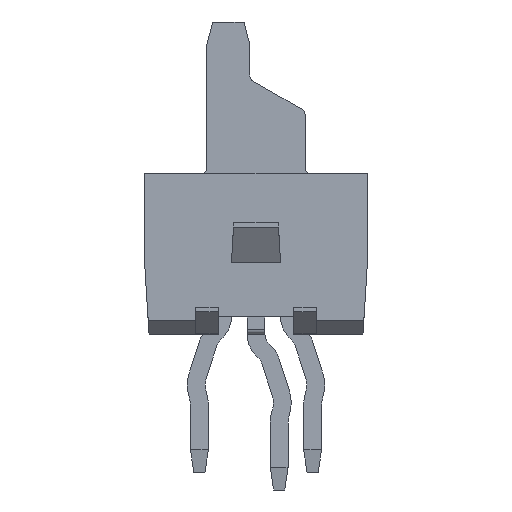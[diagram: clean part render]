
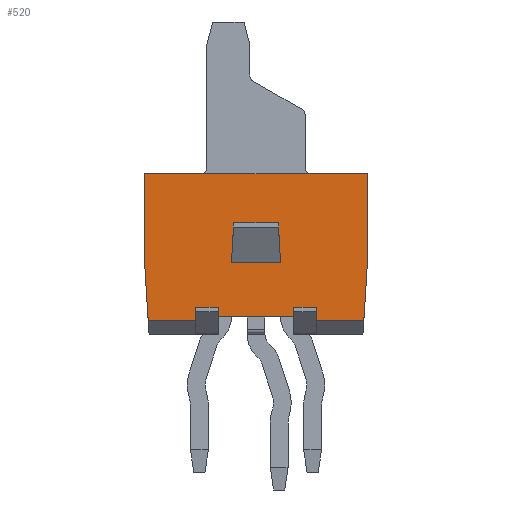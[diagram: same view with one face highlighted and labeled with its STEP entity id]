
A CAD part, left-side view. The second image highlights one B-rep face of the part: STEP entity #520.
In plain terms, the highlighted planar face has unit normal (-1, 0, 0).
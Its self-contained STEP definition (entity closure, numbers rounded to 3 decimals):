
#520 = ADVANCED_FACE( '', ( #1089, #1090 ), #1091, .F. );
#1089 = FACE_BOUND( '', #1637, .T. );
#1090 = FACE_OUTER_BOUND( '', #1638, .T. );
#1091 = PLANE( '', #1639 );
#1637 = EDGE_LOOP( '', ( #2335, #2336, #2337, #2338 ) );
#1638 = EDGE_LOOP( '', ( #2339, #2340, #2341, #2342, #2343, #2344, #2345, #2346, #2347, #2348, #2349, #2350, #2351, #2352 ) );
#1639 = AXIS2_PLACEMENT_3D( '', #2353, #2354, #2355 );
#2335 = ORIENTED_EDGE( '', *, *, #4260, .T. );
#2336 = ORIENTED_EDGE( '', *, *, #4261, .T. );
#2337 = ORIENTED_EDGE( '', *, *, #4262, .F. );
#2338 = ORIENTED_EDGE( '', *, *, #4263, .F. );
#2339 = ORIENTED_EDGE( '', *, *, #4264, .T. );
#2340 = ORIENTED_EDGE( '', *, *, #4265, .T. );
#2341 = ORIENTED_EDGE( '', *, *, #4266, .F. );
#2342 = ORIENTED_EDGE( '', *, *, #4267, .T. );
#2343 = ORIENTED_EDGE( '', *, *, #4268, .F. );
#2344 = ORIENTED_EDGE( '', *, *, #4269, .F. );
#2345 = ORIENTED_EDGE( '', *, *, #4270, .T. );
#2346 = ORIENTED_EDGE( '', *, *, #4271, .T. );
#2347 = ORIENTED_EDGE( '', *, *, #4272, .F. );
#2348 = ORIENTED_EDGE( '', *, *, #4273, .F. );
#2349 = ORIENTED_EDGE( '', *, *, #4254, .F. );
#2350 = ORIENTED_EDGE( '', *, *, #4274, .T. );
#2351 = ORIENTED_EDGE( '', *, *, #4275, .T. );
#2352 = ORIENTED_EDGE( '', *, *, #4276, .T. );
#2353 = CARTESIAN_POINT( '', ( -8.635, 2.5, 3.6 ) );
#2354 = DIRECTION( '', ( 1., 0., 0. ) );
#2355 = DIRECTION( '', ( 0., 0., -1. ) );
#4254 = EDGE_CURVE( '', #5015, #5017, #5018, .T. );
#4260 = EDGE_CURVE( '', #5026, #5027, #5028, .T. );
#4261 = EDGE_CURVE( '', #5027, #5029, #5030, .T. );
#4262 = EDGE_CURVE( '', #5031, #5029, #5032, .T. );
#4263 = EDGE_CURVE( '', #5026, #5031, #5033, .T. );
#4264 = EDGE_CURVE( '', #5034, #5035, #5036, .T. );
#4265 = EDGE_CURVE( '', #5035, #5037, #5038, .T. );
#4266 = EDGE_CURVE( '', #5039, #5037, #5040, .T. );
#4267 = EDGE_CURVE( '', #5039, #5041, #5042, .T. );
#4268 = EDGE_CURVE( '', #5043, #5041, #5044, .T. );
#4269 = EDGE_CURVE( '', #5045, #5043, #5046, .T. );
#4270 = EDGE_CURVE( '', #5045, #5047, #5048, .T. );
#4271 = EDGE_CURVE( '', #5047, #5049, #5050, .T. );
#4272 = EDGE_CURVE( '', #5051, #5049, #5052, .T. );
#4273 = EDGE_CURVE( '', #5017, #5051, #5053, .T. );
#4274 = EDGE_CURVE( '', #5015, #5054, #5055, .T. );
#4275 = EDGE_CURVE( '', #5054, #5056, #5057, .T. );
#4276 = EDGE_CURVE( '', #5056, #5034, #5058, .T. );
#5015 = VERTEX_POINT( '', #5980 );
#5017 = VERTEX_POINT( '', #5983 );
#5018 = LINE( '', #5984, #5985 );
#5026 = VERTEX_POINT( '', #5998 );
#5027 = VERTEX_POINT( '', #5999 );
#5028 = LINE( '', #6000, #6001 );
#5029 = VERTEX_POINT( '', #6002 );
#5030 = LINE( '', #6003, #6004 );
#5031 = VERTEX_POINT( '', #6005 );
#5032 = LINE( '', #6006, #6007 );
#5033 = LINE( '', #6008, #6009 );
#5034 = VERTEX_POINT( '', #6010 );
#5035 = VERTEX_POINT( '', #6011 );
#5036 = LINE( '', #6012, #6013 );
#5037 = VERTEX_POINT( '', #6014 );
#5038 = LINE( '', #6015, #6016 );
#5039 = VERTEX_POINT( '', #6017 );
#5040 = LINE( '', #6018, #6019 );
#5041 = VERTEX_POINT( '', #6020 );
#5042 = LINE( '', #6021, #6022 );
#5043 = VERTEX_POINT( '', #6023 );
#5044 = LINE( '', #6024, #6025 );
#5045 = VERTEX_POINT( '', #6026 );
#5046 = LINE( '', #6027, #6028 );
#5047 = VERTEX_POINT( '', #6029 );
#5048 = LINE( '', #6030, #6031 );
#5049 = VERTEX_POINT( '', #6032 );
#5050 = LINE( '', #6033, #6034 );
#5051 = VERTEX_POINT( '', #6035 );
#5052 = LINE( '', #6036, #6037 );
#5053 = LINE( '', #6038, #6039 );
#5054 = VERTEX_POINT( '', #6040 );
#5055 = LINE( '', #6041, #6042 );
#5056 = VERTEX_POINT( '', #6043 );
#5057 = LINE( '', #6044, #6045 );
#5058 = LINE( '', #6046, #6047 );
#5980 = CARTESIAN_POINT( '', ( -8.635, 2.5, 3.6 ) );
#5983 = CARTESIAN_POINT( '', ( -8.635, -2.5, 3.6 ) );
#5984 = CARTESIAN_POINT( '', ( -8.635, 2.5, 3.6 ) );
#5985 = VECTOR( '', #7368, 1000. );
#5998 = CARTESIAN_POINT( '', ( -8.635, -0.5, 2.5 ) );
#5999 = CARTESIAN_POINT( '', ( -8.635, -0.55, 1.6 ) );
#6000 = CARTESIAN_POINT( '', ( -8.635, -0.5, 2.5 ) );
#6001 = VECTOR( '', #7374, 1000. );
#6002 = CARTESIAN_POINT( '', ( -8.635, 0.55, 1.6 ) );
#6003 = CARTESIAN_POINT( '', ( -8.635, -0.55, 1.6 ) );
#6004 = VECTOR( '', #7375, 1000. );
#6005 = CARTESIAN_POINT( '', ( -8.635, 0.5, 2.5 ) );
#6006 = CARTESIAN_POINT( '', ( -8.635, 0.5, 2.5 ) );
#6007 = VECTOR( '', #7376, 1000. );
#6008 = CARTESIAN_POINT( '', ( -8.635, -0.55, 2.5 ) );
#6009 = VECTOR( '', #7377, 1000. );
#6010 = CARTESIAN_POINT( '', ( -8.635, 1.35, 0.3 ) );
#6011 = CARTESIAN_POINT( '', ( -8.635, 1.35, 0.6 ) );
#6012 = CARTESIAN_POINT( '', ( -8.635, 1.35, 0.3 ) );
#6013 = VECTOR( '', #7378, 1000. );
#6014 = CARTESIAN_POINT( '', ( -8.635, 0.85, 0.6 ) );
#6015 = CARTESIAN_POINT( '', ( -8.635, 1.35, 0.6 ) );
#6016 = VECTOR( '', #7379, 1000. );
#6017 = CARTESIAN_POINT( '', ( -8.635, 0.85, 0.4 ) );
#6018 = CARTESIAN_POINT( '', ( -8.635, 0.85, 0.3 ) );
#6019 = VECTOR( '', #7380, 1000. );
#6020 = CARTESIAN_POINT( '', ( -8.635, -0.85, 0.4 ) );
#6021 = CARTESIAN_POINT( '', ( -8.635, 2.5, 0.4 ) );
#6022 = VECTOR( '', #7381, 1000. );
#6023 = CARTESIAN_POINT( '', ( -8.635, -0.85, 0.6 ) );
#6024 = CARTESIAN_POINT( '', ( -8.635, -0.85, 0.6 ) );
#6025 = VECTOR( '', #7382, 1000. );
#6026 = CARTESIAN_POINT( '', ( -8.635, -1.35, 0.6 ) );
#6027 = CARTESIAN_POINT( '', ( -8.635, -1.35, 0.6 ) );
#6028 = VECTOR( '', #7383, 1000. );
#6029 = CARTESIAN_POINT( '', ( -8.635, -1.35, 0.3 ) );
#6030 = CARTESIAN_POINT( '', ( -8.635, -1.35, 0.6 ) );
#6031 = VECTOR( '', #7384, 1000. );
#6032 = CARTESIAN_POINT( '', ( -8.635, -2.419, 0.3 ) );
#6033 = CARTESIAN_POINT( '', ( -8.635, 2.5, 0.3 ) );
#6034 = VECTOR( '', #7385, 1000. );
#6035 = CARTESIAN_POINT( '', ( -8.635, -2.5, 1.6 ) );
#6036 = CARTESIAN_POINT( '', ( -8.635, -2.605, 3.281 ) );
#6037 = VECTOR( '', #7386, 1000. );
#6038 = CARTESIAN_POINT( '', ( -8.635, -2.5, 3.6 ) );
#6039 = VECTOR( '', #7387, 1000. );
#6040 = CARTESIAN_POINT( '', ( -8.635, 2.5, 1.6 ) );
#6041 = CARTESIAN_POINT( '', ( -8.635, 2.5, 3.6 ) );
#6042 = VECTOR( '', #7388, 1000. );
#6043 = CARTESIAN_POINT( '', ( -8.635, 2.419, 0.3 ) );
#6044 = CARTESIAN_POINT( '', ( -8.635, 2.625, 3.592 ) );
#6045 = VECTOR( '', #7389, 1000. );
#6046 = CARTESIAN_POINT( '', ( -8.635, 2.5, 0.3 ) );
#6047 = VECTOR( '', #7390, 1000. );
#7368 = DIRECTION( '', ( 0., -1., 0. ) );
#7374 = DIRECTION( '', ( 0., -0.055, -0.998 ) );
#7375 = DIRECTION( '', ( 0., 1., 0. ) );
#7376 = DIRECTION( '', ( 0., 0.055, -0.998 ) );
#7377 = DIRECTION( '', ( 0., 1., 0. ) );
#7378 = DIRECTION( '', ( 0., 0., 1. ) );
#7379 = DIRECTION( '', ( 0., -1., 0. ) );
#7380 = DIRECTION( '', ( 0., 0., 1. ) );
#7381 = DIRECTION( '', ( 0., -1., 0. ) );
#7382 = DIRECTION( '', ( 0., 0., -1. ) );
#7383 = DIRECTION( '', ( 0., 1., 0. ) );
#7384 = DIRECTION( '', ( 0., 0., -1. ) );
#7385 = DIRECTION( '', ( 0., -1., 0. ) );
#7386 = DIRECTION( '', ( 0., 0.062, -0.998 ) );
#7387 = DIRECTION( '', ( 0., 0., -1. ) );
#7388 = DIRECTION( '', ( 0., 0., -1. ) );
#7389 = DIRECTION( '', ( 0., -0.062, -0.998 ) );
#7390 = DIRECTION( '', ( 0., -1., 0. ) );
